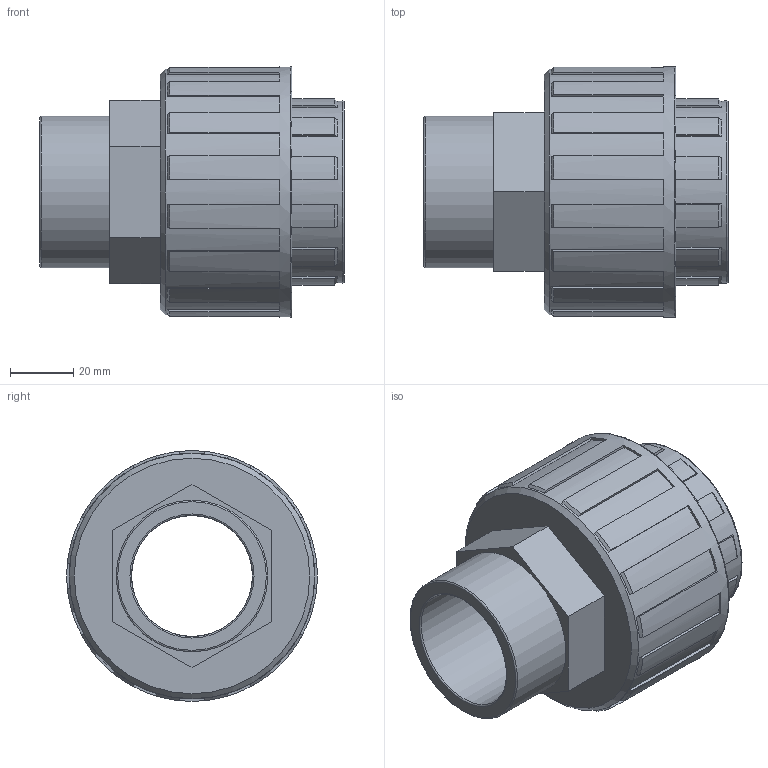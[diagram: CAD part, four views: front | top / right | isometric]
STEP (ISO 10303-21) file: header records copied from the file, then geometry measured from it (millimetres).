
FILE_DESCRIPTION(/* description */ ('PLASSON UNION F. THREAD-M.THREAD 1_1/2'''' x 1_1/2'''''),/* implementation_level */ '2;1');
FILE_NAME(/* name */ '050804015.ipt.stp',/* time_stamp */ '2017-12-07T15:58:51+02:00',/* author */ ('KIM'),/* organization */ (''),/* preprocessor_version */ 'ST-DEVELOPER v15.6',/* originating_system */ 'Autodesk Inventor 2015',/* authorisation */ '');
FILE_SCHEMA (('AUTOMOTIVE_DESIGN { 1 0 10303 214 3 1 1 }'));
Length unit declared in the file: millimetre
Products named in the file (1): 050804015
Bounding box: 96 x 79 x 79 mm (x, y, z)
Volume: 196937 mm3; surface area: 39506 mm2
Topology: 1 solids, 1 shells, 140 faces, 390 edges, 258 vertices
Faces by surface type: plane 86, cone 29, cylinder 20, torus 5
Full cylindrical faces by diameter (mm): 38.118 x1, 38.242 x1, 40.361 x1, 44.845 x1, 47.803 x1, 57.402 x1, 77.42 x1, 79 x1
Entity records: 4448 total; most frequent: DIRECTION 786, CARTESIAN_POINT 769, ORIENTED_EDGE 746, EDGE_CURVE 373, AXIS2_PLACEMENT_3D 272, VERTEX_POINT 255, LINE 242, VECTOR 242
